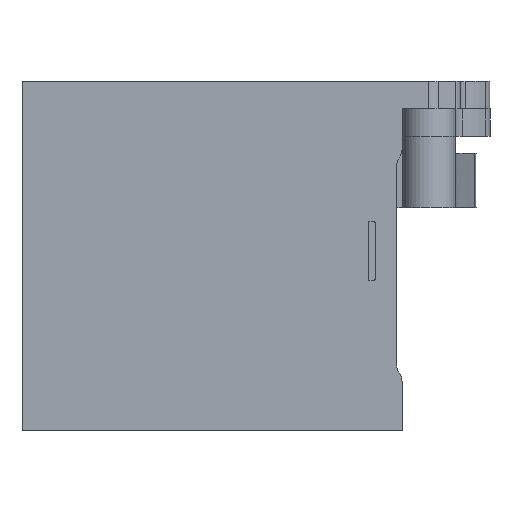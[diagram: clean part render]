
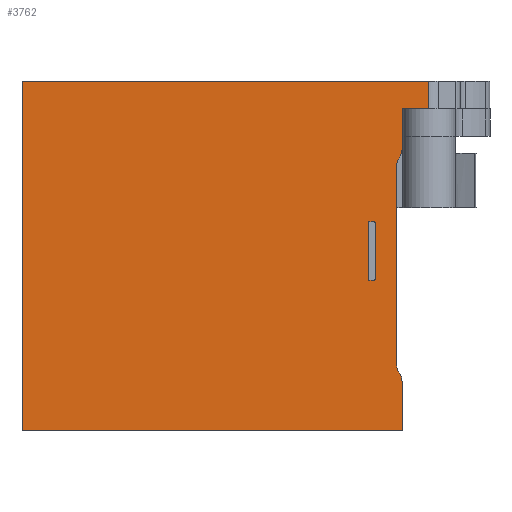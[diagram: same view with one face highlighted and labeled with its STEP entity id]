
A CAD part, left-side view. The second image highlights one B-rep face of the part: STEP entity #3762.
In plain terms, the highlighted planar face has unit normal (-1, 0, 0).
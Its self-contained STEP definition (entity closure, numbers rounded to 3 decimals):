
#56=FACE_BOUND('',#553,.T.);
#329=FACE_OUTER_BOUND('',#552,.T.);
#552=EDGE_LOOP('',(#2946,#2947,#2948,#2949,#2950,#2951,#2952,#2953,#2954,
#2955,#2956,#2957));
#553=EDGE_LOOP('',(#2958,#2959,#2960,#2961,#2962,#2963,#2964,#2965));
#842=LINE('',#6103,#1152);
#847=LINE('',#6117,#1157);
#851=LINE('',#6129,#1161);
#855=LINE('',#6141,#1165);
#878=LINE('',#6275,#1188);
#879=LINE('',#6277,#1189);
#880=LINE('',#6279,#1190);
#881=LINE('',#6285,#1191);
#882=LINE('',#6291,#1192);
#883=LINE('',#6293,#1193);
#884=LINE('',#6295,#1194);
#885=LINE('',#6296,#1195);
#1152=VECTOR('',#4808,10.);
#1157=VECTOR('',#4821,10.);
#1161=VECTOR('',#4833,10.);
#1165=VECTOR('',#4845,10.);
#1188=VECTOR('',#4908,10.);
#1189=VECTOR('',#4909,10.);
#1190=VECTOR('',#4910,10.);
#1191=VECTOR('',#4915,10.);
#1192=VECTOR('',#4920,10.);
#1193=VECTOR('',#4921,10.);
#1194=VECTOR('',#4922,10.);
#1195=VECTOR('',#4923,10.);
#1428=CIRCLE('',#4085,0.2);
#1430=CIRCLE('',#4089,0.2);
#1432=CIRCLE('',#4093,0.2);
#1434=CIRCLE('',#4097,0.2);
#1444=CIRCLE('',#4116,1.5);
#1445=CIRCLE('',#4117,1.5);
#1446=CIRCLE('',#4118,1.5);
#1447=CIRCLE('',#4119,1.5);
#1708=VERTEX_POINT('',#6101);
#1709=VERTEX_POINT('',#6102);
#1712=VERTEX_POINT('',#6110);
#1714=VERTEX_POINT('',#6116);
#1716=VERTEX_POINT('',#6122);
#1718=VERTEX_POINT('',#6128);
#1720=VERTEX_POINT('',#6134);
#1722=VERTEX_POINT('',#6140);
#1748=VERTEX_POINT('',#6273);
#1749=VERTEX_POINT('',#6274);
#1750=VERTEX_POINT('',#6276);
#1751=VERTEX_POINT('',#6278);
#1752=VERTEX_POINT('',#6280);
#1753=VERTEX_POINT('',#6282);
#1754=VERTEX_POINT('',#6284);
#1755=VERTEX_POINT('',#6286);
#1756=VERTEX_POINT('',#6288);
#1757=VERTEX_POINT('',#6290);
#1758=VERTEX_POINT('',#6292);
#1759=VERTEX_POINT('',#6294);
#2138=EDGE_CURVE('',#1708,#1709,#842,.T.);
#2142=EDGE_CURVE('',#1709,#1712,#1428,.T.);
#2145=EDGE_CURVE('',#1712,#1714,#847,.T.);
#2148=EDGE_CURVE('',#1714,#1716,#1430,.T.);
#2151=EDGE_CURVE('',#1716,#1718,#851,.T.);
#2154=EDGE_CURVE('',#1718,#1720,#1432,.T.);
#2157=EDGE_CURVE('',#1720,#1722,#855,.T.);
#2160=EDGE_CURVE('',#1722,#1708,#1434,.T.);
#2198=EDGE_CURVE('',#1748,#1749,#878,.T.);
#2199=EDGE_CURVE('',#1750,#1748,#879,.T.);
#2200=EDGE_CURVE('',#1750,#1751,#880,.T.);
#2201=EDGE_CURVE('',#1752,#1751,#1444,.T.);
#2202=EDGE_CURVE('',#1752,#1753,#1445,.F.);
#2203=EDGE_CURVE('',#1753,#1754,#881,.T.);
#2204=EDGE_CURVE('',#1754,#1755,#1446,.F.);
#2205=EDGE_CURVE('',#1756,#1755,#1447,.T.);
#2206=EDGE_CURVE('',#1756,#1757,#882,.T.);
#2207=EDGE_CURVE('',#1758,#1757,#883,.T.);
#2208=EDGE_CURVE('',#1759,#1758,#884,.T.);
#2209=EDGE_CURVE('',#1749,#1759,#885,.T.);
#2946=ORIENTED_EDGE('',*,*,#2198,.F.);
#2947=ORIENTED_EDGE('',*,*,#2199,.F.);
#2948=ORIENTED_EDGE('',*,*,#2200,.T.);
#2949=ORIENTED_EDGE('',*,*,#2201,.F.);
#2950=ORIENTED_EDGE('',*,*,#2202,.T.);
#2951=ORIENTED_EDGE('',*,*,#2203,.T.);
#2952=ORIENTED_EDGE('',*,*,#2204,.T.);
#2953=ORIENTED_EDGE('',*,*,#2205,.F.);
#2954=ORIENTED_EDGE('',*,*,#2206,.T.);
#2955=ORIENTED_EDGE('',*,*,#2207,.F.);
#2956=ORIENTED_EDGE('',*,*,#2208,.F.);
#2957=ORIENTED_EDGE('',*,*,#2209,.F.);
#2958=ORIENTED_EDGE('',*,*,#2160,.T.);
#2959=ORIENTED_EDGE('',*,*,#2138,.T.);
#2960=ORIENTED_EDGE('',*,*,#2142,.T.);
#2961=ORIENTED_EDGE('',*,*,#2145,.T.);
#2962=ORIENTED_EDGE('',*,*,#2148,.T.);
#2963=ORIENTED_EDGE('',*,*,#2151,.T.);
#2964=ORIENTED_EDGE('',*,*,#2154,.T.);
#2965=ORIENTED_EDGE('',*,*,#2157,.T.);
#3608=PLANE('',#4115);
#3762=ADVANCED_FACE('',(#329,#56),#3608,.T.);
#4085=AXIS2_PLACEMENT_3D('',#6111,#4814,#4815);
#4089=AXIS2_PLACEMENT_3D('',#6123,#4826,#4827);
#4093=AXIS2_PLACEMENT_3D('',#6135,#4838,#4839);
#4097=AXIS2_PLACEMENT_3D('',#6146,#4850,#4851);
#4115=AXIS2_PLACEMENT_3D('',#6272,#4906,#4907);
#4116=AXIS2_PLACEMENT_3D('',#6281,#4911,#4912);
#4117=AXIS2_PLACEMENT_3D('',#6283,#4913,#4914);
#4118=AXIS2_PLACEMENT_3D('',#6287,#4916,#4917);
#4119=AXIS2_PLACEMENT_3D('',#6289,#4918,#4919);
#4808=DIRECTION('',(0.,0.,-1.));
#4814=DIRECTION('center_axis',(1.,0.,0.));
#4815=DIRECTION('ref_axis',(0.,0.,-1.));
#4821=DIRECTION('',(0.,1.,0.));
#4826=DIRECTION('center_axis',(1.,0.,0.));
#4827=DIRECTION('ref_axis',(0.,1.,0.));
#4833=DIRECTION('',(0.,0.,1.));
#4838=DIRECTION('center_axis',(1.,0.,0.));
#4839=DIRECTION('ref_axis',(0.,0.,
1.));
#4845=DIRECTION('',(0.,-1.,0.));
#4850=DIRECTION('center_axis',(1.,0.,0.));
#4851=DIRECTION('ref_axis',(0.,-1.,0.));
#4906=DIRECTION('center_axis',(-1.,0.,0.));
#4907=DIRECTION('ref_axis',(0.,-1.,0.));
#4908=DIRECTION('',(0.,0.,1.));
#4909=DIRECTION('',(0.,1.,0.));
#4910=DIRECTION('',(0.,0.,1.));
#4911=DIRECTION('center_axis',(1.,0.,0.));
#4912=DIRECTION('ref_axis',(0.,-0.924,0.383));
#4913=DIRECTION('center_axis',(-1.,0.,0.));
#4914=DIRECTION('ref_axis',(0.,-1.,0.));
#4915=DIRECTION('',(0.,0.,1.));
#4916=DIRECTION('center_axis',(-1.,0.,0.));
#4917=DIRECTION('ref_axis',(0.,-1.,0.));
#4918=DIRECTION('center_axis',(1.,0.,0.));
#4919=DIRECTION('ref_axis',(0.,-0.924,-0.383));
#4920=DIRECTION('',(0.,0.,1.));
#4921=DIRECTION('',(0.,1.,0.));
#4922=DIRECTION('',(0.,0.,-1.));
#4923=DIRECTION('',(0.,-1.,0.));
#6101=CARTESIAN_POINT('',(-30.,25.395,52.302));
#6102=CARTESIAN_POINT('',(-30.,25.395,46.302));
#6103=CARTESIAN_POINT('',(-30.,25.395,52.302));
#6110=CARTESIAN_POINT('',(-30.,25.595,46.102));
#6111=CARTESIAN_POINT('Origin',(-30.,25.595,46.302));
#6116=CARTESIAN_POINT('',(-30.,25.995,46.102));
#6117=CARTESIAN_POINT('',(-30.,25.595,46.102));
#6122=CARTESIAN_POINT('',(-30.,26.195,46.302));
#6123=CARTESIAN_POINT('Origin',(-30.,25.995,46.302));
#6128=CARTESIAN_POINT('',(-30.,26.195,52.302));
#6129=CARTESIAN_POINT('',(-30.,26.195,46.302));
#6134=CARTESIAN_POINT('',(-30.,25.995,52.502));
#6135=CARTESIAN_POINT('Origin',(-30.,25.995,52.302));
#6140=CARTESIAN_POINT('',(-30.,25.595,52.502));
#6141=CARTESIAN_POINT('',(-30.,25.995,52.502));
#6146=CARTESIAN_POINT('Origin',(-30.,25.595,52.302));
#6272=CARTESIAN_POINT('Origin',(-30.,62.3,64.758));
#6273=CARTESIAN_POINT('',(-30.,63.8,29.758));
#6274=CARTESIAN_POINT('',(-30.,63.8,67.758));
#6275=CARTESIAN_POINT('',(-30.,63.8,32.758));
#6276=CARTESIAN_POINT('',(-30.,22.5,29.758));
#6277=CARTESIAN_POINT('',(-30.,62.3,29.758));
#6278=CARTESIAN_POINT('',(-30.,22.5,35.137));
#6279=CARTESIAN_POINT('',(-30.,22.5,32.758));
#6280=CARTESIAN_POINT('',(-30.,22.797,36.034));
#6281=CARTESIAN_POINT('Origin',(-30.,24.,35.137));
#6282=CARTESIAN_POINT('',(-30.,23.095,36.931));
#6283=CARTESIAN_POINT('Origin',(-30.,21.595,36.931));
#6284=CARTESIAN_POINT('',(-30.,23.095,58.585));
#6285=CARTESIAN_POINT('',(-30.,23.095,34.806));
#6286=CARTESIAN_POINT('',(-30.,22.797,59.482));
#6287=CARTESIAN_POINT('Origin',(-30.,21.595,58.585));
#6288=CARTESIAN_POINT('',(-30.,22.5,60.379));
#6289=CARTESIAN_POINT('Origin',(-30.,24.,60.379));
#6290=CARTESIAN_POINT('',(-30.,22.5,64.758));
#6291=CARTESIAN_POINT('',(-30.,22.5,32.758));
#6292=CARTESIAN_POINT('',(-30.,19.614,64.758));
#6293=CARTESIAN_POINT('',(-30.,22.471,64.758));
#6294=CARTESIAN_POINT('',(-30.,19.614,67.758));
#6295=CARTESIAN_POINT('',(-30.,19.614,66.258));
#6296=CARTESIAN_POINT('',(-30.,20.114,67.758));
